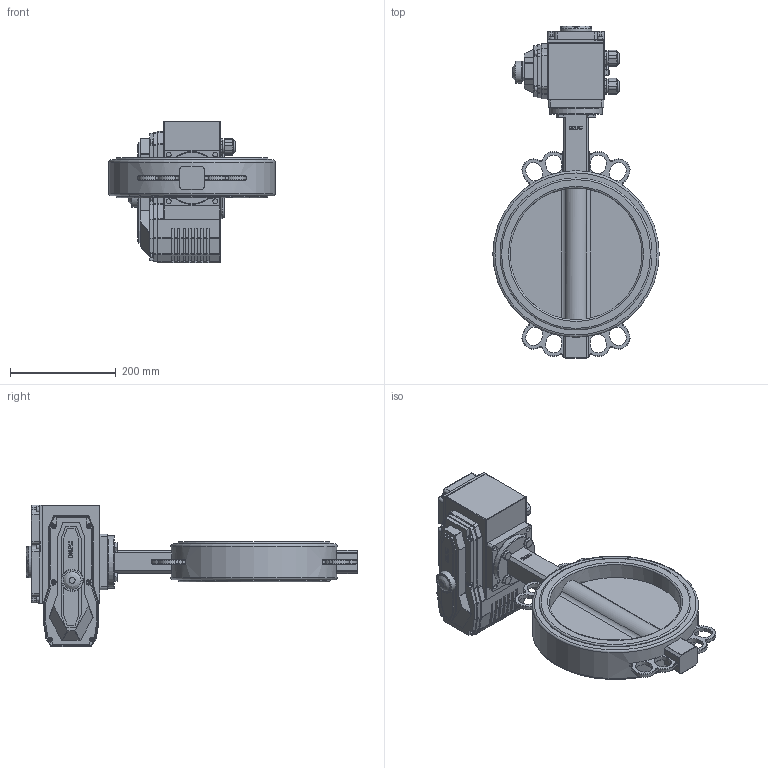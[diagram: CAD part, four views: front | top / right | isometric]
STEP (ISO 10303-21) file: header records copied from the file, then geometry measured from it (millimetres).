
FILE_DESCRIPTION(/* description */ (''),/* implementation_level */ '2;1');
FILE_NAME(/* name */ 'DN250-040_3D_STEP.stp',/* time_stamp */ '2025-06-18T15:29:54+03:00',/* author */ ('igorr'),/* organization */ (''),/* preprocessor_version */ 'ST-DEVELOPER v20',/* originating_system */ 'Autodesk Inventor 2025',/* authorisation */ '');
FILE_SCHEMA (('AUTOMOTIVE_DESIGN { 1 0 10303 214 3 1 1 }'));
Length unit declared in the file: millimetre
Products named in the file (9): Сборка1; Деталь1; AS 1110 - M10 x 16; Сборка; Деталь; AS 1420 - 1973 - M3 x 6; AS 1420 - 1973 - M6 x 16; AS 1420 - 1973 - M5 x 16; Деталь3
Assembly tree (24 placements, depth 3):
  Сборка1
    Деталь1
    AS 1110 - M10 x 16  x4
    Сборка
      Деталь
      AS 1420 - 1973 - M3 x 6  x4
      AS 1420 - 1973 - M6 x 16  x6
      AS 1420 - 1973 - M5 x 16  x6
      Деталь3
Bounding box: 315 x 629 x 269 mm (x, y, z)
Volume: 7751770.5 mm3; surface area: 605372.2 mm2
Topology: 25 solids, 25 shells, 1341 faces, 3457 edges, 2217 vertices
Faces by surface type: plane 704, cylinder 376, torus 119, cone 65, bspline 64, sphere 13
Full cylindrical faces by diameter (mm): 3 x4, 5 x6, 5.5 x4, 6 x6, 7 x4, 8.5 x6, 9 x4, 10 x10, 11 x4, 13.606 x2, 16 x4, 27.184 x2, 41.63 x1, 41.932 x1, 44 x1, 48.957 x1, 60 x2, 100 x1, 250 x2, 288 x2, 315 x1
Entity records: 35979 total; most frequent: CARTESIAN_POINT 7743, ORIENTED_EDGE 5660, DIRECTION 5630, EDGE_CURVE 2830, AXIS2_PLACEMENT_3D 1968, VERTEX_POINT 1815, LINE 1694, VECTOR 1694
